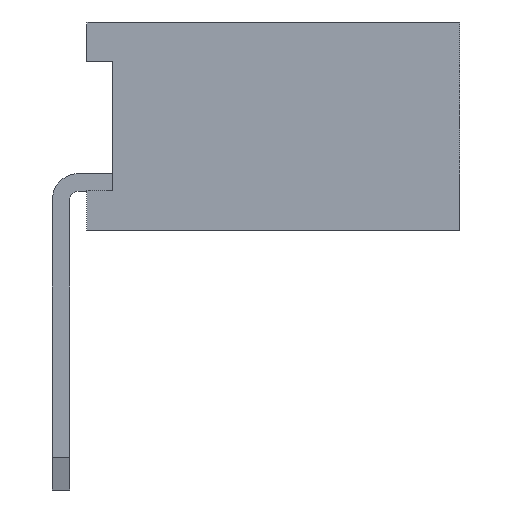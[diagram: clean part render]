
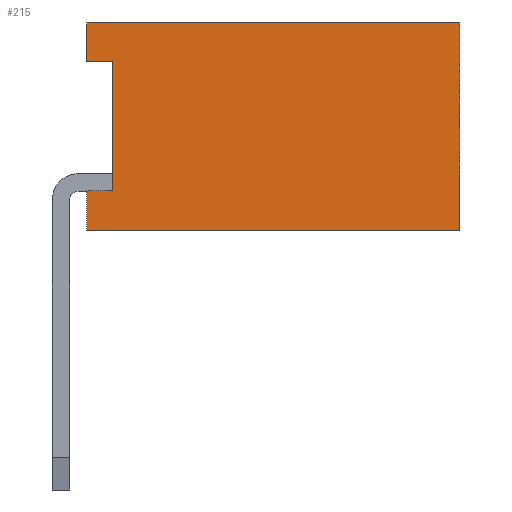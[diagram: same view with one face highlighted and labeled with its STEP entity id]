
A CAD part, left-side view. The second image highlights one B-rep face of the part: STEP entity #215.
In plain terms, the highlighted planar face has unit normal (-1, 0, 0).
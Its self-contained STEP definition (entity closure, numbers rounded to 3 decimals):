
#215=ADVANCED_FACE('',(#5554),#5556,.T.);
#5554=FACE_BOUND('',#5555,.T.);
#5555=EDGE_LOOP('',(#9803,#9804,#9805,#9806,#9807,#9808,#9809,#9810));
#5556=PLANE('',#5557);
#5557=AXIS2_PLACEMENT_3D('',#5558,#5559,#5560);
#5558=CARTESIAN_POINT('',(-1.,-4.6,0.));
#5559=DIRECTION('',(-1.,0.,0.));
#5560=DIRECTION('',(0.,0.,1.));
#9803=ORIENTED_EDGE('',*,*,#12977,.T.);
#9804=ORIENTED_EDGE('',*,*,#13025,.T.);
#9805=ORIENTED_EDGE('',*,*,#12934,.T.);
#9806=ORIENTED_EDGE('',*,*,#13024,.F.);
#9807=ORIENTED_EDGE('',*,*,#13026,.F.);
#9808=ORIENTED_EDGE('',*,*,#13027,.T.);
#9809=ORIENTED_EDGE('',*,*,#13028,.T.);
#9810=ORIENTED_EDGE('',*,*,#13019,.F.);
#12934=EDGE_CURVE('',#14553,#14550,#14554,.F.);
#12977=EDGE_CURVE('',#14639,#14637,#14640,.F.);
#13019=EDGE_CURVE('',#14639,#14716,#14717,.T.);
#13024=EDGE_CURVE('',#14723,#14550,#14725,.T.);
#13025=EDGE_CURVE('',#14637,#14553,#14726,.T.);
#13026=EDGE_CURVE('',#14727,#14723,#14728,.T.);
#13027=EDGE_CURVE('',#14727,#14729,#14730,.T.);
#13028=EDGE_CURVE('',#14729,#14716,#14731,.T.);
#14550=VERTEX_POINT('',#17209);
#14553=VERTEX_POINT('',#17214);
#14554=LINE('',#17215,#17216);
#14637=VERTEX_POINT('',#17382);
#14639=VERTEX_POINT('',#17386);
#14640=LINE('',#17387,#17388);
#14716=VERTEX_POINT('',#17547);
#14717=LINE('',#17548,#17549);
#14723=VERTEX_POINT('',#17562);
#14725=LINE('',#17566,#17567);
#14726=LINE('',#17569,#17570);
#14727=VERTEX_POINT('',#17572);
#14728=LINE('',#17573,#17574);
#14729=VERTEX_POINT('',#17576);
#14730=LINE('',#17577,#17578);
#14731=LINE('',#17580,#17581);
#17209=CARTESIAN_POINT('',(-1.,-0.3,0.45));
#17214=CARTESIAN_POINT('',(-1.,-0.6,0.45));
#17215=CARTESIAN_POINT('',(-1.,-0.3,0.45));
#17216=VECTOR('',#17217,1.);
#17217=DIRECTION('',(0.,-1.,0.));
#17382=CARTESIAN_POINT('',(-1.,-0.6,1.95));
#17386=CARTESIAN_POINT('',(-1.,-0.3,1.95));
#17387=CARTESIAN_POINT('',(-1.,-0.6,1.95));
#17388=VECTOR('',#17389,1.);
#17389=DIRECTION('',(0.,1.,0.));
#17547=CARTESIAN_POINT('',(-1.,-0.3,2.4));
#17548=CARTESIAN_POINT('',(-1.,-0.3,1.95));
#17549=VECTOR('',#17550,1.);
#17550=DIRECTION('',(0.,0.,1.));
#17562=CARTESIAN_POINT('',(-1.,-0.3,0.));
#17566=CARTESIAN_POINT('',(-1.,-0.3,0.));
#17567=VECTOR('',#17568,1.);
#17568=DIRECTION('',(0.,0.,1.));
#17569=CARTESIAN_POINT('',(-1.,-0.6,1.95));
#17570=VECTOR('',#17571,1.);
#17571=DIRECTION('',(0.,0.,-1.));
#17572=CARTESIAN_POINT('',(-1.,-4.6,0.));
#17573=CARTESIAN_POINT('',(-1.,-4.6,0.));
#17574=VECTOR('',#17575,1.);
#17575=DIRECTION('',(0.,1.,0.));
#17576=CARTESIAN_POINT('',(-1.,-4.6,2.4));
#17577=CARTESIAN_POINT('',(-1.,-4.6,0.));
#17578=VECTOR('',#17579,1.);
#17579=DIRECTION('',(0.,0.,1.));
#17580=CARTESIAN_POINT('',(-1.,-4.6,2.4));
#17581=VECTOR('',#17582,1.);
#17582=DIRECTION('',(0.,1.,0.));
